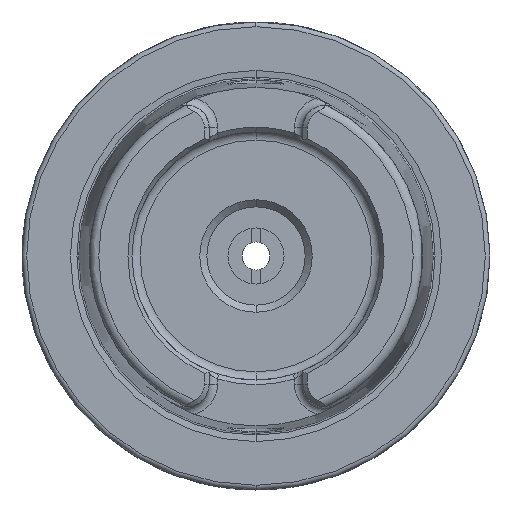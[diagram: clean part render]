
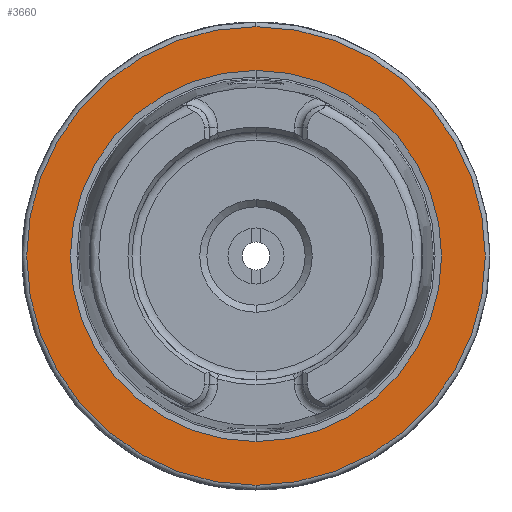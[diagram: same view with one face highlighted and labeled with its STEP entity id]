
A CAD part, left-side view. The second image highlights one B-rep face of the part: STEP entity #3660.
In plain terms, the highlighted planar face has unit normal (-1, 0, 0).
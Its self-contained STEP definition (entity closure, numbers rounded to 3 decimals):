
#122 = VERTEX_POINT ( 'NONE', #2470 ) ;
#123 = EDGE_CURVE ( 'NONE', #124, #122, #2469, .T. ) ;
#124 = VERTEX_POINT ( 'NONE', #2464 ) ;
#166 = VERTEX_POINT ( 'NONE', #2578 ) ;
#167 = EDGE_CURVE ( 'NONE', #168, #166, #2577, .T. ) ;
#168 = VERTEX_POINT ( 'NONE', #2572 ) ;
#391 = EDGE_CURVE ( 'NONE', #122, #124, #3158, .T. ) ;
#2464 = CARTESIAN_POINT ( 'NONE',  ( 0., 0., -49. ) ) ;
#2465 = DIRECTION ( 'NONE',  ( 0., 0., -1. ) ) ;
#2466 = DIRECTION ( 'NONE',  ( 1., 0., 0. ) ) ;
#2467 = CARTESIAN_POINT ( 'NONE',  ( 0., 0., 0. ) ) ;
#2468 = AXIS2_PLACEMENT_3D ( 'NONE', #2467, #2466, #2465 ) ;
#2469 = CIRCLE ( 'NONE', #2468, 49. ) ;
#2470 = CARTESIAN_POINT ( 'NONE',  ( 0., 0., 49. ) ) ;
#2572 = CARTESIAN_POINT ( 'NONE',  ( 0., 0., 39.647 ) ) ;
#2573 = DIRECTION ( 'NONE',  ( 0., 0., -1. ) ) ;
#2574 = DIRECTION ( 'NONE',  ( 1., 0., 0. ) ) ;
#2575 = CARTESIAN_POINT ( 'NONE',  ( 0., 0., 0. ) ) ;
#2576 = AXIS2_PLACEMENT_3D ( 'NONE', #2575, #2574, #2573 ) ;
#2577 = CIRCLE ( 'NONE', #2576, 39.647 ) ;
#2578 = CARTESIAN_POINT ( 'NONE',  ( 0., 0., -39.647 ) ) ;
#3150 = DIRECTION ( 'NONE',  ( 0., 0., -1. ) ) ;
#3151 = DIRECTION ( 'NONE',  ( 1., 0., 0. ) ) ;
#3152 = CARTESIAN_POINT ( 'NONE',  ( 0., 0., 0. ) ) ;
#3153 = AXIS2_PLACEMENT_3D ( 'NONE', #3152, #3151, #3150 ) ;
#3158 = CIRCLE ( 'NONE', #3153, 49. ) ;
#3519 = ORIENTED_EDGE ( 'NONE', *, *, #123, .F. ) ;
#3520 = ORIENTED_EDGE ( 'NONE', *, *, #391, .F. ) ;
#3521 = EDGE_LOOP ( 'NONE', ( #3519, #3520 ) ) ;
#3546 = EDGE_CURVE ( 'NONE', #166, #168, #7495, .T. ) ;
#3586 = ORIENTED_EDGE ( 'NONE', *, *, #3546, .T. ) ;
#3633 = ORIENTED_EDGE ( 'NONE', *, *, #167, .T. ) ;
#3659 = EDGE_LOOP ( 'NONE', ( #3633, #3586 ) ) ;
#3660 = ADVANCED_FACE ( 'NONE', ( #7679, #7678 ), #7677, .T. ) ;
#7491 = DIRECTION ( 'NONE',  ( 0., 0., -1. ) ) ;
#7492 = DIRECTION ( 'NONE',  ( 1., 0., 0. ) ) ;
#7493 = CARTESIAN_POINT ( 'NONE',  ( 0., 0., 0. ) ) ;
#7494 = AXIS2_PLACEMENT_3D ( 'NONE', #7493, #7492, #7491 ) ;
#7495 = CIRCLE ( 'NONE', #7494, 39.647 ) ;
#7672 = DIRECTION ( 'NONE',  ( 0., 0., 1. ) ) ;
#7673 = DIRECTION ( 'NONE',  ( -1., 0., 0. ) ) ;
#7674 = CARTESIAN_POINT ( 'NONE',  ( 0., 39.647, 0. ) ) ;
#7676 = AXIS2_PLACEMENT_3D ( 'NONE', #7674, #7673, #7672 ) ;
#7677 = PLANE ( 'NONE',  #7676 ) ;
#7678 = FACE_OUTER_BOUND ( 'NONE', #3521, .T. ) ;
#7679 = FACE_BOUND ( 'NONE', #3659, .T. ) ;
